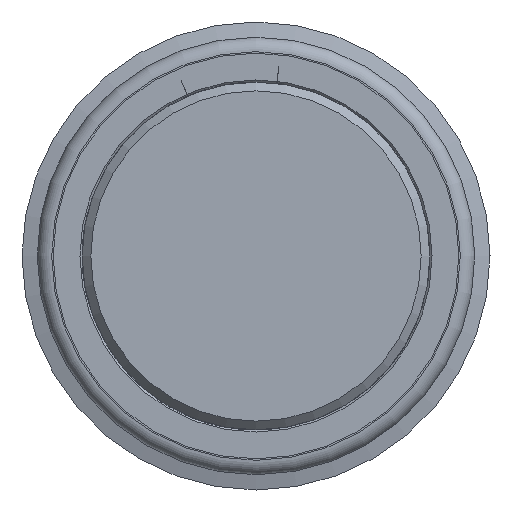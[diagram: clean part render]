
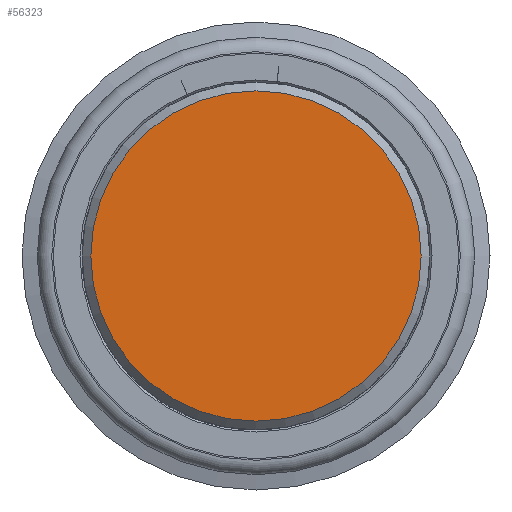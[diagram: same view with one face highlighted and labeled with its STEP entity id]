
A CAD part, left-side view. The second image highlights one B-rep face of the part: STEP entity #56323.
In plain terms, the highlighted planar face has unit normal (-1, 0, 0).
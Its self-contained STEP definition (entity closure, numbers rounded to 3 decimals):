
#56303=CARTESIAN_POINT('',(0.,5.7,0.0));
#56304=VERTEX_POINT('',#56303);
#56305=CARTESIAN_POINT('',(0.0,0.0,0.0));
#56306=DIRECTION('',(1.0,0.0,0.0));
#56307=DIRECTION('',(0.0,1.0,0.0));
#56308=AXIS2_PLACEMENT_3D('',#56305,#56306,#56307);
#56309=CIRCLE('',#56308,5.7);
#56310=EDGE_CURVE('',#56304,#56304,#56309,.T.);
#56315=CARTESIAN_POINT('',(0.,5.35,0.0));
#56316=DIRECTION('',(-1.0,0.0,0.0));
#56317=DIRECTION('',(0.0,0.0,1.0));
#56318=AXIS2_PLACEMENT_3D('',#56315,#56316,#56317);
#56319=PLANE('',#56318);
#56320=ORIENTED_EDGE('',*,*,#56310,.F.);
#56321=EDGE_LOOP('',(#56320));
#56322=FACE_OUTER_BOUND('',#56321,.T.);
#56323=ADVANCED_FACE('',(#56322),#56319,.T.);
